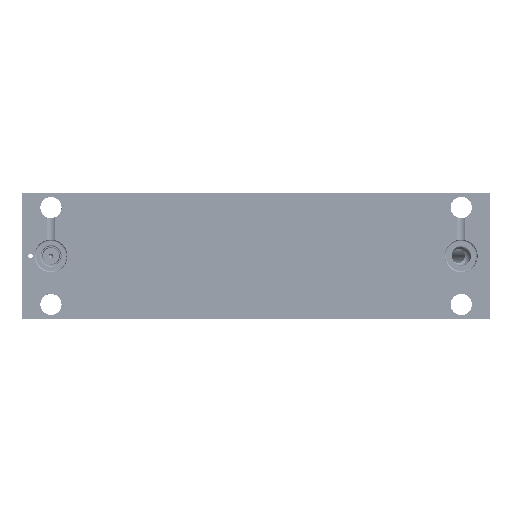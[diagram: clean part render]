
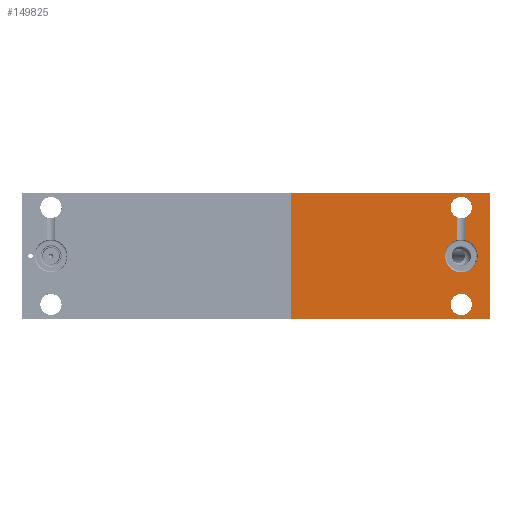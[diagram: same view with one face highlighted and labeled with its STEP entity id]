
A CAD part, front view. The second image highlights one B-rep face of the part: STEP entity #149825.
In plain terms, the highlighted planar face has unit normal (0, -1, 0).
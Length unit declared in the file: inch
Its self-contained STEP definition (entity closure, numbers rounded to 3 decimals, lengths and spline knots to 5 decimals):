
#1268 = DIRECTION ( 'NONE',  ( 0., 0., -1. ) ) ;
#4033 = ORIENTED_EDGE ( 'NONE', *, *, #116012, .F. ) ;
#4564 = DIRECTION ( 'NONE',  ( 0., 1., 0. ) ) ;
#4986 = PLANE ( 'NONE',  #41402 ) ;
#5287 = EDGE_CURVE ( 'NONE', #85809, #271207, #292641, .T. ) ;
#11966 = DIRECTION ( 'NONE',  ( 1., 0., 0. ) ) ;
#12382 = AXIS2_PLACEMENT_3D ( 'NONE', #75839, #280569, #256814 ) ;
#16352 = CIRCLE ( 'NONE', #182160, 0.0935 ) ;
#20388 = EDGE_CURVE ( 'NONE', #70193, #196684, #250122, .T. ) ;
#21948 = CARTESIAN_POINT ( 'NONE',  ( -2.27809, 2.30731, 3.22232 ) ) ;
#23404 = DIRECTION ( 'NONE',  ( -1., 0., 0. ) ) ;
#24034 = VERTEX_POINT ( 'NONE', #281519 ) ;
#27057 = CARTESIAN_POINT ( 'NONE',  ( -2.27809, 2.30731, 4.34232 ) ) ;
#30688 = EDGE_CURVE ( 'NONE', #271207, #85809, #116621, .T. ) ;
#30813 = LINE ( 'NONE', #33737, #184020 ) ;
#33737 = CARTESIAN_POINT ( 'NONE',  ( -0.52409, 2.30731, 4.34232 ) ) ;
#41402 = AXIS2_PLACEMENT_3D ( 'NONE', #96955, #142893, #56821 ) ;
#45444 = EDGE_CURVE ( 'NONE', #155158, #24034, #92803, .T. ) ;
#54748 = CARTESIAN_POINT ( 'NONE',  ( -0.77809, 2.30731, 4.30382 ) ) ;
#56821 = DIRECTION ( 'NONE',  ( 0., 0., -1. ) ) ;
#59075 = EDGE_CURVE ( 'NONE', #270686, #60935, #30813, .T. ) ;
#60075 = ORIENTED_EDGE ( 'NONE', *, *, #45444, .T. ) ;
#60935 = VERTEX_POINT ( 'NONE', #184000 ) ;
#65395 = VECTOR ( 'NONE', #181946, 39.37008 ) ;
#65492 = CARTESIAN_POINT ( 'NONE',  ( -0.77809, 2.30731, 3.26082 ) ) ;
#70193 = VERTEX_POINT ( 'NONE', #250186 ) ;
#71419 = EDGE_LOOP ( 'NONE', ( #293239, #226481, #196256, #4033 ) ) ;
#75839 = CARTESIAN_POINT ( 'NONE',  ( -0.77809, 2.30731, 3.78232 ) ) ;
#76949 = DIRECTION ( 'NONE',  ( 0., 1., 0. ) ) ;
#79067 = FACE_BOUND ( 'NONE', #82565, .T. ) ;
#79366 = AXIS2_PLACEMENT_3D ( 'NONE', #161784, #4564, #252314 ) ;
#81588 = CARTESIAN_POINT ( 'NONE',  ( -0.74417, 2.30731, 4.12319 ) ) ;
#82192 = VERTEX_POINT ( 'NONE', #202806 ) ;
#82565 = EDGE_LOOP ( 'NONE', ( #113605, #60075, #254331, #146814, #170634 ) ) ;
#85562 = CARTESIAN_POINT ( 'NONE',  ( -0.74417, 2.30731, 3.83632 ) ) ;
#85809 = VERTEX_POINT ( 'NONE', #207001 ) ;
#86997 = EDGE_CURVE ( 'NONE', #155158, #117920, #262210, .T. ) ;
#89030 = VECTOR ( 'NONE', #11966, 39.37008 ) ;
#91414 = CARTESIAN_POINT ( 'NONE',  ( -2.27809, 2.30731, 4.34232 ) ) ;
#92803 = CIRCLE ( 'NONE', #12382, 0.145 ) ;
#96955 = CARTESIAN_POINT ( 'NONE',  ( -2.27809, 2.30731, 3.22232 ) ) ;
#113605 = ORIENTED_EDGE ( 'NONE', *, *, #86997, .F. ) ;
#116012 = EDGE_CURVE ( 'NONE', #196684, #270686, #253840, .T. ) ;
#116621 = CIRCLE ( 'NONE', #183145, 0.0935 ) ;
#117036 = VECTOR ( 'NONE', #1268, 39.37008 ) ;
#117920 = VERTEX_POINT ( 'NONE', #81588 ) ;
#119833 = DIRECTION ( 'NONE',  ( 0., 0., -1. ) ) ;
#125058 = FACE_BOUND ( 'NONE', #243645, .T. ) ;
#128236 = VECTOR ( 'NONE', #130079, 39.37008 ) ;
#130079 = DIRECTION ( 'NONE',  ( 0., 0., 1. ) ) ;
#131897 = DIRECTION ( 'NONE',  ( 0., 1., 0. ) ) ;
#141265 = AXIS2_PLACEMENT_3D ( 'NONE', #177792, #292001, #200064 ) ;
#141763 = VECTOR ( 'NONE', #23404, 39.37008 ) ;
#142893 = DIRECTION ( 'NONE',  ( 0., -1., 0. ) ) ;
#146814 = ORIENTED_EDGE ( 'NONE', *, *, #268682, .T. ) ;
#146915 = CARTESIAN_POINT ( 'NONE',  ( -2.27809, 2.30731, 4.34232 ) ) ;
#149825 = ADVANCED_FACE ( 'NONE', ( #125058, #79067, #209688 ), #4986, .T. ) ;
#151852 = EDGE_CURVE ( 'NONE', #286721, #117920, #269211, .T. ) ;
#155158 = VERTEX_POINT ( 'NONE', #293255 ) ;
#161263 = EDGE_CURVE ( 'NONE', #82192, #24034, #200148, .T. ) ;
#161784 = CARTESIAN_POINT ( 'NONE',  ( -0.77809, 2.30731, 3.35432 ) ) ;
#167460 = DIRECTION ( 'NONE',  ( 0., 0., 1. ) ) ;
#170634 = ORIENTED_EDGE ( 'NONE', *, *, #151852, .T. ) ;
#177792 = CARTESIAN_POINT ( 'NONE',  ( -0.77809, 2.30731, 4.21032 ) ) ;
#181946 = DIRECTION ( 'NONE',  ( 0., 0., 1. ) ) ;
#182160 = AXIS2_PLACEMENT_3D ( 'NONE', #266360, #76949, #167460 ) ;
#183145 = AXIS2_PLACEMENT_3D ( 'NONE', #198715, #131897, #203084 ) ;
#184000 = CARTESIAN_POINT ( 'NONE',  ( -0.52409, 2.30731, 3.22232 ) ) ;
#184020 = VECTOR ( 'NONE', #119833, 39.37008 ) ;
#190510 = ORIENTED_EDGE ( 'NONE', *, *, #5287, .T. ) ;
#196256 = ORIENTED_EDGE ( 'NONE', *, *, #59075, .F. ) ;
#196684 = VERTEX_POINT ( 'NONE', #27057 ) ;
#198715 = CARTESIAN_POINT ( 'NONE',  ( -0.77809, 2.30731, 3.35432 ) ) ;
#200064 = DIRECTION ( 'NONE',  ( 0., 0., 1. ) ) ;
#200148 = LINE ( 'NONE', #247551, #117036 ) ;
#202806 = CARTESIAN_POINT ( 'NONE',  ( -0.812, 2.30731, 4.12319 ) ) ;
#203084 = DIRECTION ( 'NONE',  ( 0., 0., 1. ) ) ;
#207001 = CARTESIAN_POINT ( 'NONE',  ( -0.77809, 2.30731, 3.44782 ) ) ;
#209688 = FACE_OUTER_BOUND ( 'NONE', #71419, .T. ) ;
#226481 = ORIENTED_EDGE ( 'NONE', *, *, #243551, .F. ) ;
#243551 = EDGE_CURVE ( 'NONE', #60935, #70193, #291963, .T. ) ;
#243645 = EDGE_LOOP ( 'NONE', ( #190510, #281332 ) ) ;
#247551 = CARTESIAN_POINT ( 'NONE',  ( -0.812, 2.30731, 3.83632 ) ) ;
#250122 = LINE ( 'NONE', #91414, #65395 ) ;
#250186 = CARTESIAN_POINT ( 'NONE',  ( -2.27809, 2.30731, 3.22232 ) ) ;
#252314 = DIRECTION ( 'NONE',  ( 0., 0., 1. ) ) ;
#253840 = LINE ( 'NONE', #146915, #89030 ) ;
#254331 = ORIENTED_EDGE ( 'NONE', *, *, #161263, .F. ) ;
#256814 = DIRECTION ( 'NONE',  ( 0., 0., 1. ) ) ;
#262210 = LINE ( 'NONE', #85562, #128236 ) ;
#263272 = CARTESIAN_POINT ( 'NONE',  ( -0.52409, 2.30731, 4.34232 ) ) ;
#266360 = CARTESIAN_POINT ( 'NONE',  ( -0.77809, 2.30731, 4.21032 ) ) ;
#268682 = EDGE_CURVE ( 'NONE', #82192, #286721, #16352, .T. ) ;
#269211 = CIRCLE ( 'NONE', #141265, 0.0935 ) ;
#270686 = VERTEX_POINT ( 'NONE', #263272 ) ;
#271207 = VERTEX_POINT ( 'NONE', #65492 ) ;
#280569 = DIRECTION ( 'NONE',  ( 0., 1., 0. ) ) ;
#281332 = ORIENTED_EDGE ( 'NONE', *, *, #30688, .T. ) ;
#281519 = CARTESIAN_POINT ( 'NONE',  ( -0.812, 2.30731, 3.9233 ) ) ;
#286721 = VERTEX_POINT ( 'NONE', #54748 ) ;
#291963 = LINE ( 'NONE', #21948, #141763 ) ;
#292001 = DIRECTION ( 'NONE',  ( 0., 1., 0. ) ) ;
#292641 = CIRCLE ( 'NONE', #79366, 0.0935 ) ;
#293239 = ORIENTED_EDGE ( 'NONE', *, *, #20388, .F. ) ;
#293255 = CARTESIAN_POINT ( 'NONE',  ( -0.74417, 2.30731, 3.9233 ) ) ;
